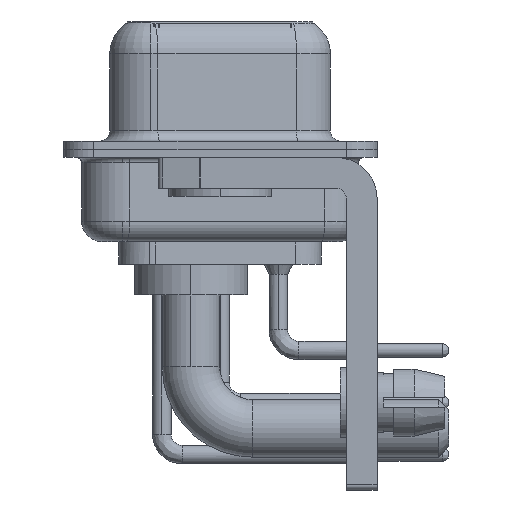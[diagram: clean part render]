
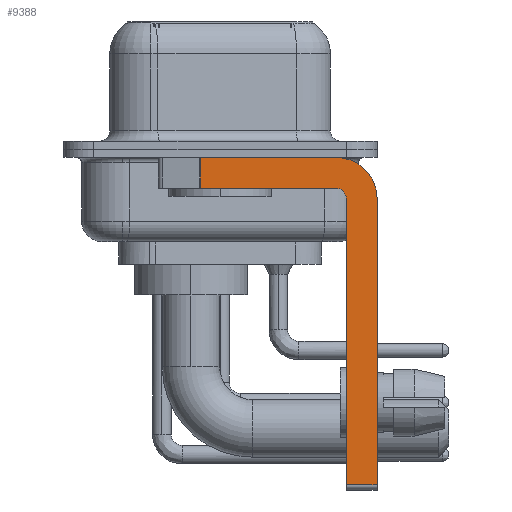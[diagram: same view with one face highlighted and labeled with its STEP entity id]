
A CAD part, left-side view. The second image highlights one B-rep face of the part: STEP entity #9388.
In plain terms, the highlighted planar face has unit normal (-1, 0, 0).
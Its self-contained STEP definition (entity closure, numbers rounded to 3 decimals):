
#55 = LINE ( 'NONE', #28407, #27146 ) ;
#547 = VERTEX_POINT ( 'NONE', #36240 ) ;
#585 = EDGE_CURVE ( 'NONE', #18977, #25038, #55, .T. ) ;
#917 = DIRECTION ( 'NONE',  ( 1., 0., 0. ) ) ;
#1081 = EDGE_CURVE ( 'NONE', #17487, #32989, #16552, .T. ) ;
#1204 = EDGE_CURVE ( 'NONE', #18977, #7066, #32023, .T. ) ;
#1820 = VECTOR ( 'NONE', #25352, 1000. ) ;
#1968 = CIRCLE ( 'NONE', #25492, 2. ) ;
#2687 = AXIS2_PLACEMENT_3D ( 'NONE', #23659, #15354, #18128 ) ;
#2887 = CARTESIAN_POINT ( 'NONE',  ( -2.9, -6.15, -16.6 ) ) ;
#3309 = DIRECTION ( 'NONE',  ( 0., -1., 0. ) ) ;
#4075 = ORIENTED_EDGE ( 'NONE', *, *, #31320, .F. ) ;
#4383 = VERTEX_POINT ( 'NONE', #33479 ) ;
#4490 = LINE ( 'NONE', #20879, #23700 ) ;
#5386 = VECTOR ( 'NONE', #33324, 1000. ) ;
#5974 = VERTEX_POINT ( 'NONE', #18015 ) ;
#7066 = VERTEX_POINT ( 'NONE', #26775 ) ;
#7464 = ORIENTED_EDGE ( 'NONE', *, *, #1204, .F. ) ;
#8267 = DIRECTION ( 'NONE',  ( 0., 1., 0. ) ) ;
#8599 = LINE ( 'NONE', #2887, #1820 ) ;
#9025 = DIRECTION ( 'NONE',  ( 0., 0., -1. ) ) ;
#9388 = ADVANCED_FACE ( 'NONE', ( #11777 ), #23220, .F. ) ;
#11463 = CARTESIAN_POINT ( 'NONE',  ( -2.9, 0.978, -1.9 ) ) ;
#11687 = EDGE_CURVE ( 'NONE', #7066, #17487, #1968, .T. ) ;
#11777 = FACE_OUTER_BOUND ( 'NONE', #17887, .T. ) ;
#11932 = DIRECTION ( 'NONE',  ( 0., 0., -1. ) ) ;
#14253 = VECTOR ( 'NONE', #8267, 1000. ) ;
#15354 = DIRECTION ( 'NONE',  ( -1., 0., 0. ) ) ;
#16552 = LINE ( 'NONE', #22111, #5386 ) ;
#16783 = DIRECTION ( 'NONE',  ( 0., 0., -1. ) ) ;
#17487 = VERTEX_POINT ( 'NONE', #32546 ) ;
#17887 = EDGE_LOOP ( 'NONE', ( #7464, #35369, #33536, #22770, #4075, #32713, #27527, #26307 ) ) ;
#18015 = CARTESIAN_POINT ( 'NONE',  ( -2.9, -5.65, -1.9 ) ) ;
#18128 = DIRECTION ( 'NONE',  ( 0., 0., 1. ) ) ;
#18977 = VERTEX_POINT ( 'NONE', #24401 ) ;
#20879 = CARTESIAN_POINT ( 'NONE',  ( -2.9, -5.65, -16.35 ) ) ;
#21072 = EDGE_CURVE ( 'NONE', #5974, #25038, #30556, .T. ) ;
#22111 = CARTESIAN_POINT ( 'NONE',  ( -2.9, -7.65, -2.4 ) ) ;
#22770 = ORIENTED_EDGE ( 'NONE', *, *, #23384, .F. ) ;
#23040 = CARTESIAN_POINT ( 'NONE',  ( -2.9, -5.65, -2.4 ) ) ;
#23220 = PLANE ( 'NONE',  #23604 ) ;
#23384 = EDGE_CURVE ( 'NONE', #547, #5974, #33241, .T. ) ;
#23604 = AXIS2_PLACEMENT_3D ( 'NONE', #23040, #34234, #9025 ) ;
#23659 = CARTESIAN_POINT ( 'NONE',  ( -2.9, -5.65, -2.4 ) ) ;
#23700 = VECTOR ( 'NONE', #32109, 1000. ) ;
#24241 = CARTESIAN_POINT ( 'NONE',  ( -2.9, -7.65, -16.35 ) ) ;
#24401 = CARTESIAN_POINT ( 'NONE',  ( -2.9, 0.978, -0.4 ) ) ;
#25038 = VERTEX_POINT ( 'NONE', #11463 ) ;
#25352 = DIRECTION ( 'NONE',  ( 0., 0., 1. ) ) ;
#25492 = AXIS2_PLACEMENT_3D ( 'NONE', #28901, #917, #11932 ) ;
#26307 = ORIENTED_EDGE ( 'NONE', *, *, #11687, .F. ) ;
#26775 = CARTESIAN_POINT ( 'NONE',  ( -2.9, -5.65, -0.4 ) ) ;
#27146 = VECTOR ( 'NONE', #16783, 1000. ) ;
#27527 = ORIENTED_EDGE ( 'NONE', *, *, #1081, .F. ) ;
#28365 = CARTESIAN_POINT ( 'NONE',  ( -2.9, 3., -0.4 ) ) ;
#28407 = CARTESIAN_POINT ( 'NONE',  ( -2.9, 0.978, -1.9 ) ) ;
#28901 = CARTESIAN_POINT ( 'NONE',  ( -2.9, -5.65, -2.4 ) ) ;
#28926 = VECTOR ( 'NONE', #3309, 1000. ) ;
#30556 = LINE ( 'NONE', #33483, #14253 ) ;
#31320 = EDGE_CURVE ( 'NONE', #4383, #547, #8599, .T. ) ;
#32023 = LINE ( 'NONE', #28365, #28926 ) ;
#32109 = DIRECTION ( 'NONE',  ( 0., -1., 0. ) ) ;
#32546 = CARTESIAN_POINT ( 'NONE',  ( -2.9, -7.65, -2.4 ) ) ;
#32713 = ORIENTED_EDGE ( 'NONE', *, *, #33352, .T. ) ;
#32989 = VERTEX_POINT ( 'NONE', #24241 ) ;
#33241 = CIRCLE ( 'NONE', #2687, 0.5 ) ;
#33324 = DIRECTION ( 'NONE',  ( 0., 0., -1. ) ) ;
#33352 = EDGE_CURVE ( 'NONE', #4383, #32989, #4490, .T. ) ;
#33479 = CARTESIAN_POINT ( 'NONE',  ( -2.9, -6.15, -16.35 ) ) ;
#33483 = CARTESIAN_POINT ( 'NONE',  ( -2.9, -5.65, -1.9 ) ) ;
#33536 = ORIENTED_EDGE ( 'NONE', *, *, #21072, .F. ) ;
#34234 = DIRECTION ( 'NONE',  ( 1., 0., 0. ) ) ;
#35369 = ORIENTED_EDGE ( 'NONE', *, *, #585, .T. ) ;
#36240 = CARTESIAN_POINT ( 'NONE',  ( -2.9, -6.15, -2.4 ) ) ;
